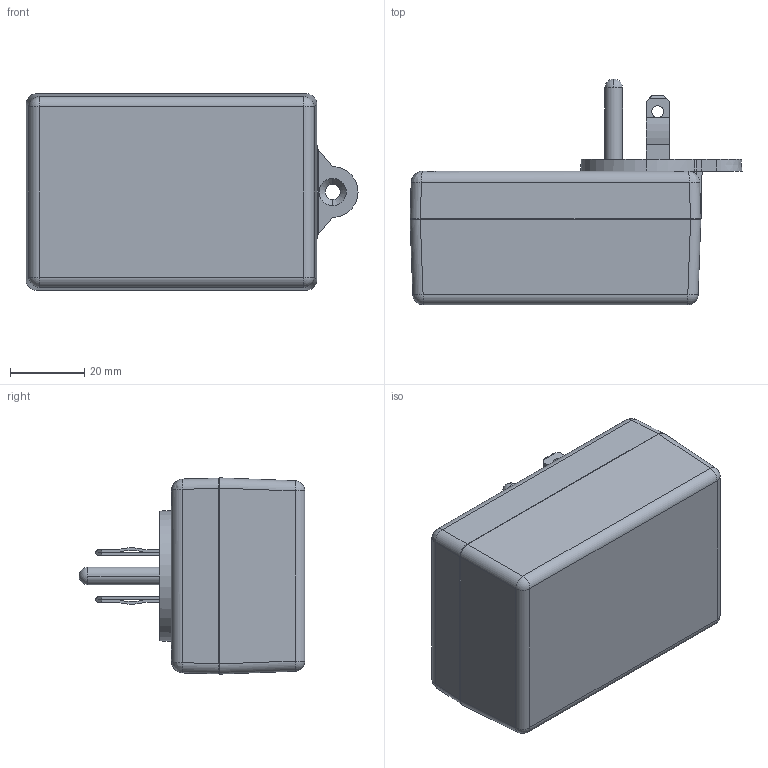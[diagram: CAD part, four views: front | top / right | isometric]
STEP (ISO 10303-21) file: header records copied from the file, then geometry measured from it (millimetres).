
FILE_DESCRIPTION (( 'STEP AP214' ), '1' );
FILE_NAME ('PM2314T03XWT.STEP', '2010-07-15T14:09:55', ( '' ), ( '' ), 'SwSTEP 2.0', 'SolidWorks 2010', '' );
FILE_SCHEMA (( 'AUTOMOTIVE_DESIGN' ));
Length unit declared in the file: inch
Products named in the file (9): TS-2309B_TS-2309BP; B2305 ASS''Y_B23053XWT; MPB2305_MPB23053WT; GND-PIN; BLADES; WELD DISC-PS-BK; GND-TAB; SCREWS-HL1-BR; PM2314T03XWT
Assembly tree (12 placements, depth 3):
  PM2314T03XWT
    TS-2309B_TS-2309BP
    B2305 ASS''Y_B23053XWT
      MPB2305_MPB23053WT
      GND-PIN
      GND-TAB
      BLADES  x2
      WELD DISC-PS-BK
    SCREWS-HL1-BR  x4
Bounding box: 89.59 x 60.93 x 52.96 mm (x, y, z)
Volume: 39343.4 mm3; surface area: 42550.6 mm2
Topology: 11 solids, 11 shells, 924 faces, 2535 edges, 1641 vertices
Faces by surface type: cylinder 502, plane 262, cone 106, bspline 32, sphere 14, torus 8
Entity records: 19298 total; most frequent: CARTESIAN_POINT 6297, ORIENTED_EDGE 2788, DIRECTION 2544, EDGE_CURVE 1394, AXIS2_PLACEMENT_3D 933, VERTEX_POINT 891, LINE 678, VECTOR 678
